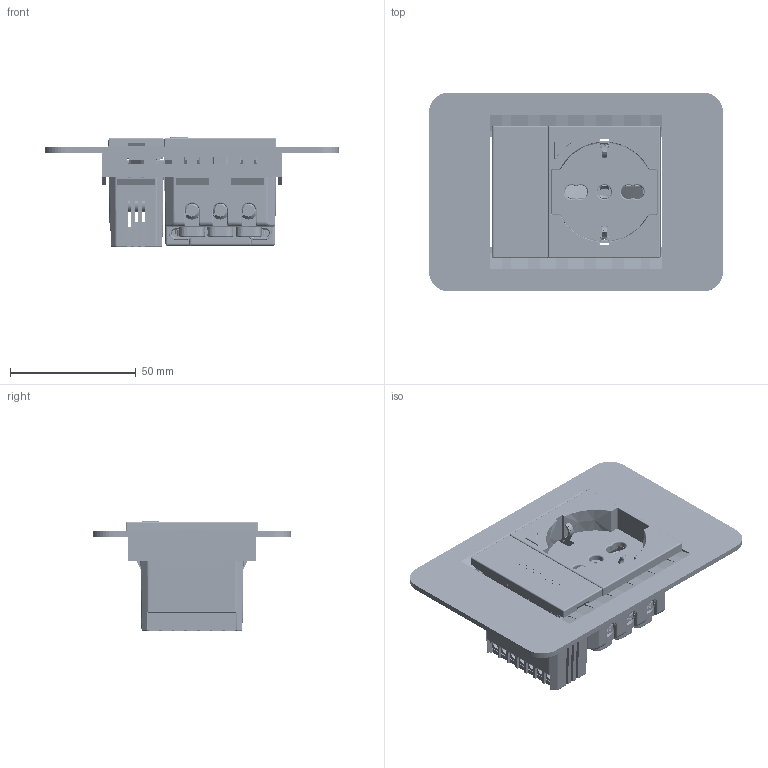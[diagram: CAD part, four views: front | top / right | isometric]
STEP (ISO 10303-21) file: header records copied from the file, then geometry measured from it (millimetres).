
FILE_DESCRIPTION (( 'STEP AP214' ), '1' );
FILE_NAME ('LINEA-P40+WIFI+SWITCH+WIFI-20230810.STEP', '2023-08-10T06:02:27', ( '' ), ( '' ), 'SwSTEP 2.0', 'SolidWorks 2016', '' );
FILE_SCHEMA (( 'AUTOMOTIVE_DESIGN' ));
Length unit declared in the file: millimetre
Products named in the file (33): P40+WIFI耀輸狟裔-LINEA-20230809; 4BOX-WIFI羲壽奻裔-20221111載陔; 4BOX-WIFI羲壽腑欶-M-20221116; 4BOX-WIFI羲壽啊裝-20221015; 傷赽-20220225; P40+WIFI耀輸PCB郪璃-20220225; WIFI羲壽盓傅啣-LINEA-20230810; PCB-A; P40+WIFI耀輸奻裔-LINEA-20230809; P40+WIFI耀輸盓傅啣-20211212; 4BOX-P40+C諉華蟀諉え-20191210; 豜肣穩隊2.5X2.5-20200310; 4BOX-P40+WIFI耀輸-20220225; PCB-B; P17-SHUTTER_AF0_14; 衵銅え; Linea三位支架-20221215; M3.5X6-20200624; 湮す悵誘藷-陔耀; 4BOX-WIFI羲壽-LINEA-20230810; 16114-SPRING_3; LK40207050-22; P40+WIFI耀輸腑欶-20211212; WIFI羲壽菁釱-LINEA-20230810; DP16012_AF0_13; 酘銅え-20220225; LINEA-P40+WIFI+SWITCH+WIFI-20230810; DT16011_AF0_21; WIFI羲壽欂啣-LINEA-20230810; 諉華銅え-20220225; 諉盄傷赽_a; 酘蟀諉え-20220225; 4BOX-SWITCH+WIFI-PCB郪璃-20221013
Assembly tree (41 placements, depth 4):
  LINEA-P40+WIFI+SWITCH+WIFI-20230810
    Linea三位支架-20221215
    4BOX-P40+WIFI耀輸-20220225
      湮す悵誘藷-陔耀
        DT16011_AF0_21
        DP16012_AF0_13
        P17-SHUTTER_AF0_14
        16114-SPRING_3
      P40+WIFI耀輸腑欶-20211212
      P40+WIFI耀輸PCB郪璃-20220225
      P40+WIFI耀輸盓傅啣-20211212
      諉華銅え-20220225
      4BOX-P40+C諉華蟀諉え-20191210
      豜肣穩隊2.5X2.5-20200310
      M3.5X6-20200624  x5
      LK40207050-22  x5
      酘蟀諉え-20220225
      酘銅え-20220225
      衵銅え
      傷赽-20220225  x2
      P40+WIFI耀輸奻裔-LINEA-20230809
      P40+WIFI耀輸狟裔-LINEA-20230809
    4BOX-WIFI羲壽-LINEA-20230810
      4BOX-SWITCH+WIFI-PCB郪璃-20221013
        PCB-A
        PCB-B
        諉盄傷赽_a
      4BOX-WIFI羲壽奻裔-20221111載陔
      4BOX-WIFI羲壽啊裝-20221015
      4BOX-WIFI羲壽腑欶-M-20221116
      WIFI羲壽菁釱-LINEA-20230810
      WIFI羲壽欂啣-LINEA-20230810
      WIFI羲壽盓傅啣-LINEA-20230810
Bounding box: 117 x 79 x 43.9 mm (x, y, z)
Volume: 66459.3 mm3; surface area: 96517.2 mm2
Topology: 37 solids, 39 shells, 6248 faces, 17788 edges, 11606 vertices
Faces by surface type: plane 4248, cylinder 1161, bspline 507, cone 201, torus 98, sphere 33
Entity records: 208518 total; most frequent: CARTESIAN_POINT 67468, ORIENTED_EDGE 31584, DIRECTION 25436, EDGE_CURVE 15792, VECTOR 11642, LINE 11642, VERTEX_POINT 10308, AXIS2_PLACEMENT_3D 6897
